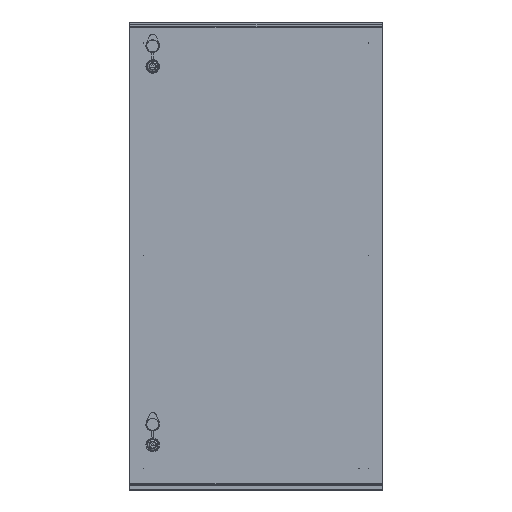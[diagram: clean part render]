
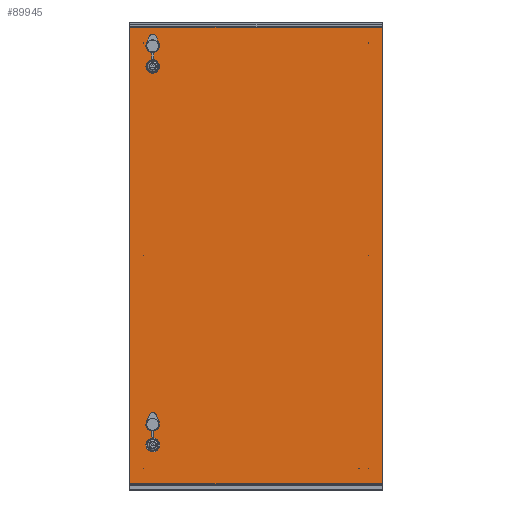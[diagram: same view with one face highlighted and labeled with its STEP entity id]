
A CAD part, top view. The second image highlights one B-rep face of the part: STEP entity #89945.
In plain terms, the highlighted planar face has unit normal (0, 0, 1).
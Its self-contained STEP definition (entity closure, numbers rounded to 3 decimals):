
#113 = EDGE_CURVE ( 'NONE', #5547, #16103, #98506, .T. ) ;
#1509 = FACE_BOUND ( 'NONE', #25696, .T. ) ;
#2578 = CARTESIAN_POINT ( 'NONE',  ( -289.534, 0.5, 140.8 ) ) ;
#2922 = LINE ( 'NONE', #30862, #65358 ) ;
#3222 = ORIENTED_EDGE ( 'NONE', *, *, #80392, .F. ) ;
#3426 = CARTESIAN_POINT ( 'NONE',  ( -264.634, -484.5, 140.8 ) ) ;
#3473 = DIRECTION ( 'NONE',  ( 0., 0., 1. ) ) ;
#3963 = FACE_BOUND ( 'NONE', #37650, .T. ) ;
#4759 = CIRCLE ( 'NONE', #60410, 0.5 ) ;
#4859 = DIRECTION ( 'NONE',  ( -1., 0., 0. ) ) ;
#5062 = AXIS2_PLACEMENT_3D ( 'NONE', #55018, #8149, #62912 ) ;
#5547 = VERTEX_POINT ( 'NONE', #15005 ) ;
#5956 = DIRECTION ( 'NONE',  ( 0., 0., 1. ) ) ;
#6381 = FACE_BOUND ( 'NONE', #27939, .T. ) ;
#6716 = DIRECTION ( 'NONE',  ( -1., 0., 0. ) ) ;
#7311 = EDGE_LOOP ( 'NONE', ( #21932 ) ) ;
#8149 = DIRECTION ( 'NONE',  ( 0., 0., 1. ) ) ;
#8828 = FACE_BOUND ( 'NONE', #7311, .T. ) ;
#9871 = DIRECTION ( 'NONE',  ( 0., 0., 1. ) ) ;
#11244 = DIRECTION ( 'NONE',  ( 0., 1., 0. ) ) ;
#11944 = VERTEX_POINT ( 'NONE', #50175 ) ;
#14324 = CARTESIAN_POINT ( 'NONE',  ( 324.366, -584.5, 140.8 ) ) ;
#14426 = DIRECTION ( 'NONE',  ( 1., 0., 0. ) ) ;
#15005 = CARTESIAN_POINT ( 'NONE',  ( -323.634, -584.5, 140.8 ) ) ;
#15137 = DIRECTION ( 'NONE',  ( 0., -1., 0. ) ) ;
#16103 = VERTEX_POINT ( 'NONE', #66726 ) ;
#16685 = EDGE_LOOP ( 'NONE', ( #97312 ) ) ;
#17282 = EDGE_CURVE ( 'NONE', #16103, #35551, #2922, .T. ) ;
#18458 = LINE ( 'NONE', #86455, #65011 ) ;
#21052 = EDGE_CURVE ( 'NONE', #46179, #46179, #35539, .T. ) ;
#21910 = CARTESIAN_POINT ( 'NONE',  ( 288.966, -544.5, 140.8 ) ) ;
#21932 = ORIENTED_EDGE ( 'NONE', *, *, #38531, .F. ) ;
#22318 = FACE_OUTER_BOUND ( 'NONE', #101411, .T. ) ;
#23291 = VERTEX_POINT ( 'NONE', #59865 ) ;
#24484 = LINE ( 'NONE', #100961, #40419 ) ;
#24780 = FACE_BOUND ( 'NONE', #26000, .T. ) ;
#25696 = EDGE_LOOP ( 'NONE', ( #93323 ) ) ;
#26000 = EDGE_LOOP ( 'NONE', ( #91817 ) ) ;
#26234 = CIRCLE ( 'NONE', #55093, 0.5 ) ;
#27939 = EDGE_LOOP ( 'NONE', ( #46319 ) ) ;
#28201 = CARTESIAN_POINT ( 'NONE',  ( -264.634, 503., 140.8 ) ) ;
#28637 = AXIS2_PLACEMENT_3D ( 'NONE', #32495, #87194, #40394 ) ;
#28981 = CIRCLE ( 'NONE', #5062, 17.5 ) ;
#29065 = ORIENTED_EDGE ( 'NONE', *, *, #31225, .F. ) ;
#29800 = DIRECTION ( 'NONE',  ( -1., 0., 0. ) ) ;
#30862 = CARTESIAN_POINT ( 'NONE',  ( 0.366, 585.5, 140.8 ) ) ;
#31225 = EDGE_CURVE ( 'NONE', #83957, #83957, #4759, .T. ) ;
#31751 = DIRECTION ( 'NONE',  ( -1., 0., 0. ) ) ;
#32495 = CARTESIAN_POINT ( 'NONE',  ( 264.366, -544.5, 140.8 ) ) ;
#32730 = EDGE_LOOP ( 'NONE', ( #29065 ) ) ;
#33114 = CARTESIAN_POINT ( 'NONE',  ( 288.466, -544.5, 140.8 ) ) ;
#34256 = ORIENTED_EDGE ( 'NONE', *, *, #35279, .F. ) ;
#35279 = EDGE_CURVE ( 'NONE', #68340, #5547, #18458, .T. ) ;
#35539 = CIRCLE ( 'NONE', #48893, 0.5 ) ;
#35551 = VERTEX_POINT ( 'NONE', #89051 ) ;
#36184 = VECTOR ( 'NONE', #59304, 1000. ) ;
#37650 = EDGE_LOOP ( 'NONE', ( #82598 ) ) ;
#37905 = DIRECTION ( 'NONE',  ( 0., 0., 1. ) ) ;
#38531 = EDGE_CURVE ( 'NONE', #63062, #63062, #28981, .T. ) ;
#40394 = DIRECTION ( 'NONE',  ( -1., 0., 0. ) ) ;
#40419 = VECTOR ( 'NONE', #15137, 1000. ) ;
#43137 = FACE_BOUND ( 'NONE', #88272, .T. ) ;
#43603 = CARTESIAN_POINT ( 'NONE',  ( -323.634, 0.5, 140.8 ) ) ;
#43899 = PLANE ( 'NONE',  #84166 ) ;
#44838 = CARTESIAN_POINT ( 'NONE',  ( 288.466, 545.5, 140.8 ) ) ;
#46179 = VERTEX_POINT ( 'NONE', #61427 ) ;
#46319 = ORIENTED_EDGE ( 'NONE', *, *, #75750, .F. ) ;
#47800 = EDGE_CURVE ( 'NONE', #54093, #54093, #83619, .T. ) ;
#48024 = FACE_BOUND ( 'NONE', #53722, .T. ) ;
#48187 = CIRCLE ( 'NONE', #79364, 0.5 ) ;
#48849 = CARTESIAN_POINT ( 'NONE',  ( 288.466, 0.5, 140.8 ) ) ;
#48893 = AXIS2_PLACEMENT_3D ( 'NONE', #100397, #53578, #6716 ) ;
#49616 = ORIENTED_EDGE ( 'NONE', *, *, #113, .F. ) ;
#50175 = CARTESIAN_POINT ( 'NONE',  ( -289.534, 545.5, 140.8 ) ) ;
#50307 = CARTESIAN_POINT ( 'NONE',  ( -289.034, 0.5, 140.8 ) ) ;
#52821 = CARTESIAN_POINT ( 'NONE',  ( -289.034, 545.5, 140.8 ) ) ;
#53578 = DIRECTION ( 'NONE',  ( 0., 0., 1. ) ) ;
#53722 = EDGE_LOOP ( 'NONE', ( #88090 ) ) ;
#54093 = VERTEX_POINT ( 'NONE', #86249 ) ;
#55018 = CARTESIAN_POINT ( 'NONE',  ( -264.634, 485.5, 140.8 ) ) ;
#55093 = AXIS2_PLACEMENT_3D ( 'NONE', #21910, #76620, #29800 ) ;
#56775 = CARTESIAN_POINT ( 'NONE',  ( 288.966, 0.5, 140.8 ) ) ;
#58157 = DIRECTION ( 'NONE',  ( 0., 0., 1. ) ) ;
#58212 = DIRECTION ( 'NONE',  ( -1., 0., 0. ) ) ;
#59304 = DIRECTION ( 'NONE',  ( 0., 1., 0. ) ) ;
#59809 = VERTEX_POINT ( 'NONE', #33114 ) ;
#59865 = CARTESIAN_POINT ( 'NONE',  ( -264.634, -467., 140.8 ) ) ;
#60392 = AXIS2_PLACEMENT_3D ( 'NONE', #84715, #37905, #92556 ) ;
#60410 = AXIS2_PLACEMENT_3D ( 'NONE', #50307, #3473, #58212 ) ;
#60705 = DIRECTION ( 'NONE',  ( -1., 0., 0. ) ) ;
#61427 = CARTESIAN_POINT ( 'NONE',  ( -289.534, -544.5, 140.8 ) ) ;
#62549 = EDGE_CURVE ( 'NONE', #23291, #23291, #82702, .T. ) ;
#62912 = DIRECTION ( 'NONE',  ( 0., 1., 0. ) ) ;
#63062 = VERTEX_POINT ( 'NONE', #28201 ) ;
#63938 = FACE_BOUND ( 'NONE', #32730, .T. ) ;
#64613 = EDGE_CURVE ( 'NONE', #73457, #73457, #92199, .T. ) ;
#64630 = DIRECTION ( 'NONE',  ( -1., 0., 0. ) ) ;
#65011 = VECTOR ( 'NONE', #31751, 1000. ) ;
#65358 = VECTOR ( 'NONE', #14426, 1000. ) ;
#66726 = CARTESIAN_POINT ( 'NONE',  ( -323.634, 585.5, 140.8 ) ) ;
#68340 = VERTEX_POINT ( 'NONE', #14324 ) ;
#72071 = AXIS2_PLACEMENT_3D ( 'NONE', #3426, #58157, #11244 ) ;
#72562 = ORIENTED_EDGE ( 'NONE', *, *, #91889, .F. ) ;
#73457 = VERTEX_POINT ( 'NONE', #44838 ) ;
#74645 = DIRECTION ( 'NONE',  ( 0., 0., -1. ) ) ;
#75430 = EDGE_CURVE ( 'NONE', #59809, #59809, #26234, .T. ) ;
#75750 = EDGE_CURVE ( 'NONE', #78155, #78155, #48187, .T. ) ;
#76620 = DIRECTION ( 'NONE',  ( 0., 0., 1. ) ) ;
#78155 = VERTEX_POINT ( 'NONE', #48849 ) ;
#79364 = AXIS2_PLACEMENT_3D ( 'NONE', #56775, #9871, #64630 ) ;
#80392 = EDGE_CURVE ( 'NONE', #11944, #11944, #89422, .T. ) ;
#82598 = ORIENTED_EDGE ( 'NONE', *, *, #75430, .F. ) ;
#82702 = CIRCLE ( 'NONE', #72071, 17.5 ) ;
#83619 = CIRCLE ( 'NONE', #28637, 0.5 ) ;
#83957 = VERTEX_POINT ( 'NONE', #2578 ) ;
#84166 = AXIS2_PLACEMENT_3D ( 'NONE', #98541, #74645, #4859 ) ;
#84713 = FACE_BOUND ( 'NONE', #16685, .T. ) ;
#84715 = CARTESIAN_POINT ( 'NONE',  ( 288.966, 545.5, 140.8 ) ) ;
#86249 = CARTESIAN_POINT ( 'NONE',  ( 263.866, -544.5, 140.8 ) ) ;
#86455 = CARTESIAN_POINT ( 'NONE',  ( 0.366, -584.5, 140.8 ) ) ;
#87194 = DIRECTION ( 'NONE',  ( 0., 0., 1. ) ) ;
#87409 = ORIENTED_EDGE ( 'NONE', *, *, #17282, .F. ) ;
#88090 = ORIENTED_EDGE ( 'NONE', *, *, #47800, .F. ) ;
#88272 = EDGE_LOOP ( 'NONE', ( #3222 ) ) ;
#89051 = CARTESIAN_POINT ( 'NONE',  ( 324.366, 585.5, 140.8 ) ) ;
#89422 = CIRCLE ( 'NONE', #95372, 0.5 ) ;
#89945 = ADVANCED_FACE ( 'NONE', ( #8828, #48024, #24780, #6381, #3963, #84713, #63938, #43137, #22318, #1509 ), #43899, .F. ) ;
#91817 = ORIENTED_EDGE ( 'NONE', *, *, #64613, .F. ) ;
#91889 = EDGE_CURVE ( 'NONE', #35551, #68340, #24484, .T. ) ;
#92199 = CIRCLE ( 'NONE', #60392, 0.5 ) ;
#92556 = DIRECTION ( 'NONE',  ( -1., 0., 0. ) ) ;
#93323 = ORIENTED_EDGE ( 'NONE', *, *, #62549, .F. ) ;
#95372 = AXIS2_PLACEMENT_3D ( 'NONE', #52821, #5956, #60705 ) ;
#97312 = ORIENTED_EDGE ( 'NONE', *, *, #21052, .F. ) ;
#98506 = LINE ( 'NONE', #43603, #36184 ) ;
#98541 = CARTESIAN_POINT ( 'NONE',  ( 0.366, 0.5, 140.8 ) ) ;
#100397 = CARTESIAN_POINT ( 'NONE',  ( -289.034, -544.5, 140.8 ) ) ;
#100961 = CARTESIAN_POINT ( 'NONE',  ( 324.366, 0.5, 140.8 ) ) ;
#101411 = EDGE_LOOP ( 'NONE', ( #87409, #49616, #34256, #72562 ) ) ;
